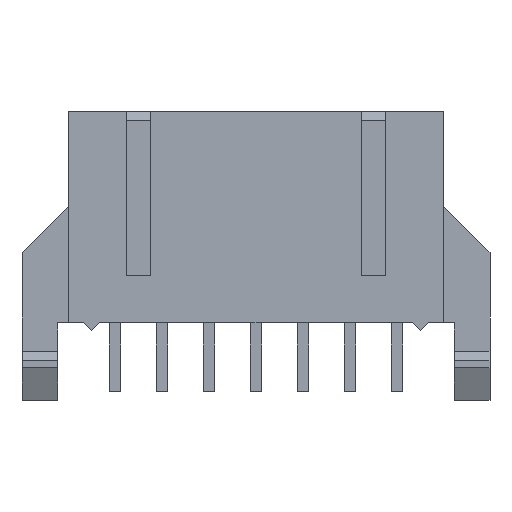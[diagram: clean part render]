
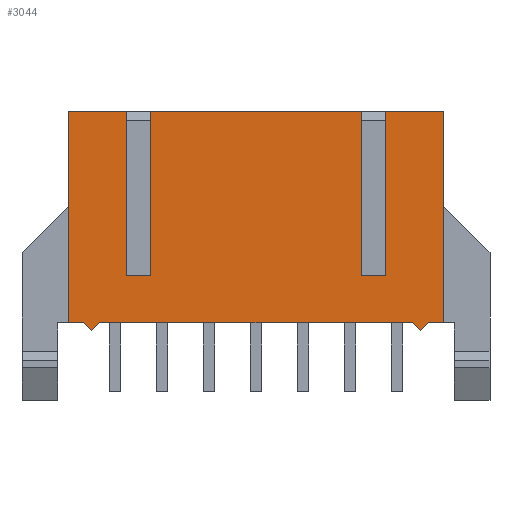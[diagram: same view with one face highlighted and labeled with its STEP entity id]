
A CAD part, front view. The second image highlights one B-rep face of the part: STEP entity #3044.
In plain terms, the highlighted planar face has unit normal (0, -1, 0).
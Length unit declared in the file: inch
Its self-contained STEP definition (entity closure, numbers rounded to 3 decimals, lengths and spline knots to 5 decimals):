
#5=DIRECTION('',(1.,0.,0.));
#6=VECTOR('',#5,0.66425);
#7=CARTESIAN_POINT('',(-0.33212,-0.1,-0.225));
#8=LINE('',#7,#6);
#49=DIRECTION('',(1.,0.,0.));
#50=VECTOR('',#49,0.03212);
#51=CARTESIAN_POINT('',(0.36788,-0.1,-0.225));
#52=LINE('',#51,#50);
#73=DIRECTION('',(1.,0.,0.));
#74=VECTOR('',#73,0.03212);
#75=CARTESIAN_POINT('',(-0.4,-0.1,-0.225));
#76=LINE('',#75,#74);
#289=DIRECTION('',(1.,0.,0.));
#290=VECTOR('',#289,0.45);
#291=CARTESIAN_POINT('',(-0.225,-0.1,0.225));
#292=LINE('',#291,#290);
#305=DIRECTION('',(1.,0.,0.));
#306=VECTOR('',#305,0.125);
#307=CARTESIAN_POINT('',(-0.4,-0.1,0.225));
#308=LINE('',#307,#306);
#353=DIRECTION('',(1.,0.,0.));
#354=VECTOR('',#353,0.125);
#355=CARTESIAN_POINT('',(0.275,-0.1,0.225));
#356=LINE('',#355,#354);
#397=DIRECTION('',(1.,0.,0.));
#398=VECTOR('',#397,0.05);
#399=CARTESIAN_POINT('',(-0.275,-0.1,-0.125));
#400=LINE('',#399,#398);
#401=DIRECTION('',(0.,0.,-1.));
#402=VECTOR('',#401,0.35);
#403=CARTESIAN_POINT('',(-0.225,-0.1,0.225));
#404=LINE('',#403,#402);
#405=DIRECTION('',(0.,0.,-1.));
#406=VECTOR('',#405,0.35);
#407=CARTESIAN_POINT('',(0.225,-0.1,0.225));
#408=LINE('',#407,#406);
#409=DIRECTION('',(1.,0.,0.));
#410=VECTOR('',#409,0.05);
#411=CARTESIAN_POINT('',(0.225,-0.1,-0.125));
#412=LINE('',#411,#410);
#413=DIRECTION('',(0.,0.,-1.));
#414=VECTOR('',#413,0.35);
#415=CARTESIAN_POINT('',(0.275,-0.1,0.225));
#416=LINE('',#415,#414);
#417=DIRECTION('',(-0.766,0.,-0.643));
#418=VECTOR('',#417,0.02334);
#419=CARTESIAN_POINT('',(0.36788,-0.1,-0.225));
#420=LINE('',#419,#418);
#421=DIRECTION('',(-0.766,0.,0.643));
#422=VECTOR('',#421,0.02334);
#423=CARTESIAN_POINT('',(0.35,-0.1,-0.24));
#424=LINE('',#423,#422);
#425=DIRECTION('',(-0.766,0.,-0.643));
#426=VECTOR('',#425,0.02334);
#427=CARTESIAN_POINT('',(-0.33212,-0.1,-0.225));
#428=LINE('',#427,#426);
#429=DIRECTION('',(-0.766,0.,0.643));
#430=VECTOR('',#429,0.02334);
#431=CARTESIAN_POINT('',(-0.35,-0.1,-0.24));
#432=LINE('',#431,#430);
#433=DIRECTION('',(0.,0.,1.));
#434=VECTOR('',#433,0.45);
#435=CARTESIAN_POINT('',(-0.4,-0.1,-0.225));
#436=LINE('',#435,#434);
#437=DIRECTION('',(0.,0.,-1.));
#438=VECTOR('',#437,0.35);
#439=CARTESIAN_POINT('',(-0.275,-0.1,0.225));
#440=LINE('',#439,#438);
#1369=DIRECTION('',(0.,0.,1.));
#1370=VECTOR('',#1369,0.45);
#1371=CARTESIAN_POINT('',(0.4,-0.1,-0.225));
#1372=LINE('',#1371,#1370);
#1988=CARTESIAN_POINT('',(-0.4,-0.1,0.225));
#1990=VERTEX_POINT('',#1988);
#1991=CARTESIAN_POINT('',(0.4,-0.1,0.225));
#1993=VERTEX_POINT('',#1991);
#2005=CARTESIAN_POINT('',(-0.4,-0.1,-0.225));
#2006=VERTEX_POINT('',#2005);
#2007=CARTESIAN_POINT('',(0.4,-0.1,-0.225));
#2008=VERTEX_POINT('',#2007);
#2019=CARTESIAN_POINT('',(-0.35,-0.1,-0.24));
#2021=VERTEX_POINT('',#2019);
#2023=CARTESIAN_POINT('',(0.35,-0.1,-0.24));
#2025=VERTEX_POINT('',#2023);
#2027=CARTESIAN_POINT('',(-0.33212,-0.1,-0.225));
#2029=VERTEX_POINT('',#2027);
#2031=CARTESIAN_POINT('',(-0.36788,-0.1,-0.225));
#2033=VERTEX_POINT('',#2031);
#2035=CARTESIAN_POINT('',(0.36788,-0.1,-0.225));
#2037=VERTEX_POINT('',#2035);
#2039=CARTESIAN_POINT('',(0.33212,-0.1,-0.225));
#2041=VERTEX_POINT('',#2039);
#2371=CARTESIAN_POINT('',(0.225,-0.1,0.225));
#2373=VERTEX_POINT('',#2371);
#2375=CARTESIAN_POINT('',(0.275,-0.1,0.225));
#2377=VERTEX_POINT('',#2375);
#2379=CARTESIAN_POINT('',(-0.275,-0.1,-0.125));
#2380=CARTESIAN_POINT('',(-0.225,-0.1,-0.125));
#2381=VERTEX_POINT('',#2379);
#2382=VERTEX_POINT('',#2380);
#2383=CARTESIAN_POINT('',(0.225,-0.1,-0.125));
#2384=VERTEX_POINT('',#2383);
#2385=CARTESIAN_POINT('',(0.275,-0.1,-0.125));
#2386=VERTEX_POINT('',#2385);
#2395=CARTESIAN_POINT('',(-0.275,-0.1,0.225));
#2396=VERTEX_POINT('',#2395);
#2397=CARTESIAN_POINT('',(-0.225,-0.1,0.225));
#2398=VERTEX_POINT('',#2397);
#3010=CARTESIAN_POINT('',(-0.4,-0.1,-0.225));
#3011=DIRECTION('',(0.,-1.,0.));
#3012=DIRECTION('',(1.,0.,0.));
#3013=AXIS2_PLACEMENT_3D('',#3010,#3011,#3012);
#3014=PLANE('',#3013);
#3016=ORIENTED_EDGE('',*,*,#3015,.T.);
#3017=ORIENTED_EDGE('',*,*,#3000,.F.);
#3018=ORIENTED_EDGE('',*,*,#2872,.T.);
#3019=ORIENTED_EDGE('',*,*,#2945,.T.);
#3021=ORIENTED_EDGE('',*,*,#3020,.T.);
#3023=ORIENTED_EDGE('',*,*,#3022,.F.);
#3024=ORIENTED_EDGE('',*,*,#2928,.T.);
#3026=ORIENTED_EDGE('',*,*,#3025,.F.);
#3027=ORIENTED_EDGE('',*,*,#2742,.F.);
#3029=ORIENTED_EDGE('',*,*,#3028,.T.);
#3031=ORIENTED_EDGE('',*,*,#3030,.T.);
#3032=ORIENTED_EDGE('',*,*,#2638,.F.);
#3033=ORIENTED_EDGE('',*,*,#2795,.T.);
#3035=ORIENTED_EDGE('',*,*,#3034,.T.);
#3036=ORIENTED_EDGE('',*,*,#2762,.F.);
#3038=ORIENTED_EDGE('',*,*,#3037,.T.);
#3039=ORIENTED_EDGE('',*,*,#2908,.T.);
#3041=ORIENTED_EDGE('',*,*,#3040,.T.);
#3042=EDGE_LOOP('',(#3016,#3017,#3018,#3019,#3021,#3023,#3024,#3026,#3027,#3029,
#3031,#3032,#3033,#3035,#3036,#3038,#3039,#3041));
#3043=FACE_OUTER_BOUND('',#3042,.F.);
#3044=ADVANCED_FACE('',(#3043),#3014,.T.);
#2638=EDGE_CURVE('',#2029,#2041,#8,.T.);
#2742=EDGE_CURVE('',#2037,#2008,#52,.T.);
#2762=EDGE_CURVE('',#2006,#2033,#76,.T.);
#2795=EDGE_CURVE('',#2029,#2021,#428,.T.);
#2872=EDGE_CURVE('',#2398,#2373,#292,.T.);
#2908=EDGE_CURVE('',#1990,#2396,#308,.T.);
#2928=EDGE_CURVE('',#2377,#1993,#356,.T.);
#2945=EDGE_CURVE('',#2373,#2384,#408,.T.);
#3000=EDGE_CURVE('',#2398,#2382,#404,.T.);
#3015=EDGE_CURVE('',#2381,#2382,#400,.T.);
#3020=EDGE_CURVE('',#2384,#2386,#412,.T.);
#3022=EDGE_CURVE('',#2377,#2386,#416,.T.);
#3025=EDGE_CURVE('',#2008,#1993,#1372,.T.);
#3028=EDGE_CURVE('',#2037,#2025,#420,.T.);
#3030=EDGE_CURVE('',#2025,#2041,#424,.T.);
#3034=EDGE_CURVE('',#2021,#2033,#432,.T.);
#3037=EDGE_CURVE('',#2006,#1990,#436,.T.);
#3040=EDGE_CURVE('',#2396,#2381,#440,.T.);
